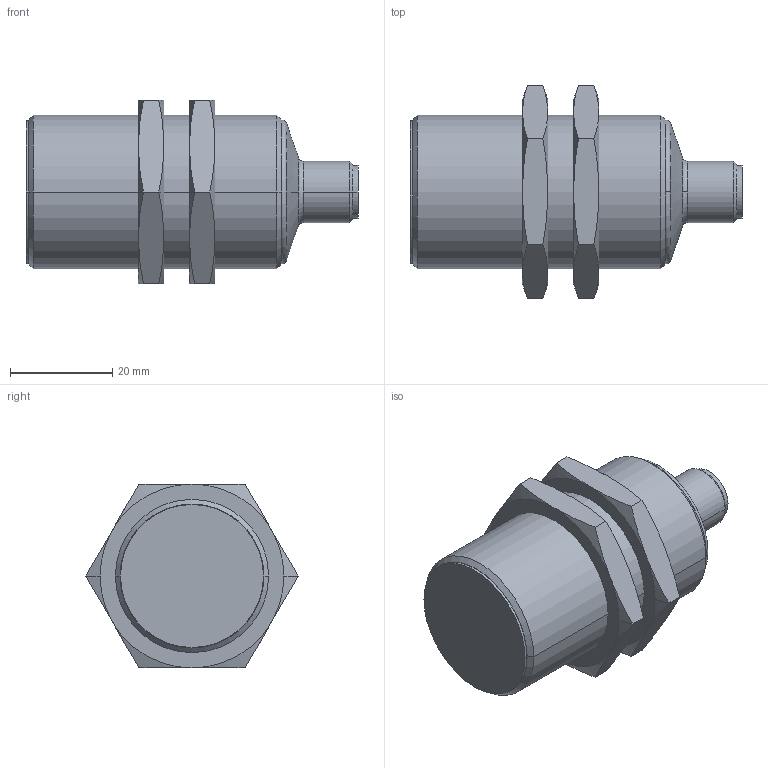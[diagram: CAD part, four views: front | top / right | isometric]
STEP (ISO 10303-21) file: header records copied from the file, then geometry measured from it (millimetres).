
FILE_DESCRIPTION( ( '' ), '1' );
FILE_NAME( 'bes_m30mi_psc10b_s04k.stp', '2005-04-06T15:23:08', ( '' ), ( '' ), ' ', ' ', ' ' );
FILE_SCHEMA( ( 'CONFIG_CONTROL_DESIGN' ) );
Length unit declared in the file: millimetre
Products named in the file (3): 1; 2; 3
Bounding box: 65 x 41.57 x 36 mm (x, y, z)
Volume: 42171.3 mm3; surface area: 10633.9 mm2
Topology: 3 solids, 3 shells, 113 faces, 244 edges, 144 vertices
Faces by surface type: cone 56, plane 28, cylinder 25, torus 4
Entity records: 3143 total; most frequent: CARTESIAN_POINT 600, DIRECTION 548, ORIENTED_EDGE 488, EDGE_CURVE 244, AXIS2_PLACEMENT_3D 236, VERTEX_POINT 144, EDGE_LOOP 124, CIRCLE 120
